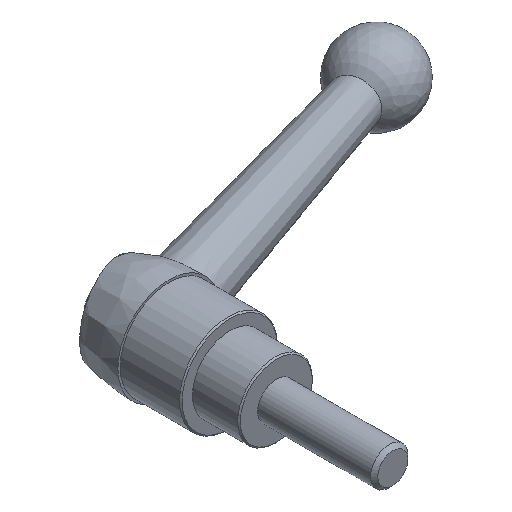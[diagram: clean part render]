
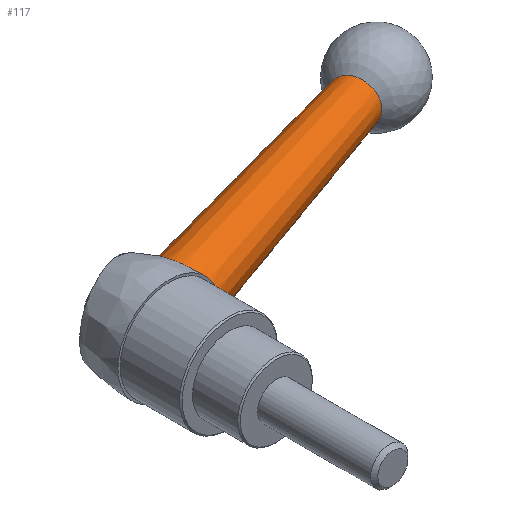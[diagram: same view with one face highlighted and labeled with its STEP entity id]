
A CAD part, isometric view. The second image highlights one B-rep face of the part: STEP entity #117.
In plain terms, the highlighted conical face has half-angle 1.827 degrees and reference radius 6.8 mm.
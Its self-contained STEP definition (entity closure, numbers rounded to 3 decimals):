
#117 = ADVANCED_FACE( '', ( #268, #269 ), #270, .T. );
#268 = FACE_BOUND( '', #456, .T. );
#269 = FACE_OUTER_BOUND( '', #457, .T. );
#270 = CONICAL_SURFACE( '', #458, 6.8, 0.032 );
#456 = EDGE_LOOP( '', ( #787 ) );
#457 = EDGE_LOOP( '', ( #788, #789 ) );
#458 = AXIS2_PLACEMENT_3D( '', #790, #791, #792 );
#787 = ORIENTED_EDGE( '', *, *, #1188, .F. );
#788 = ORIENTED_EDGE( '', *, *, #1189, .F. );
#789 = ORIENTED_EDGE( '', *, *, #1092, .T. );
#790 = CARTESIAN_POINT( '', ( 0., 27., 0. ) );
#791 = DIRECTION( '', ( -0.954, -0.301, 0. ) );
#792 = DIRECTION( '', ( 0.301, -0.954, 0. ) );
#1092 = EDGE_CURVE( '', #1278, #1282, #1284, .T. );
#1188 = EDGE_CURVE( '', #1444, #1444, #1445, .T. );
#1189 = EDGE_CURVE( '', #1278, #1282, #1446, .T. );
#1278 = VERTEX_POINT( '', #1553 );
#1282 = VERTEX_POINT( '', #1600 );
#1284 = B_SPLINE_CURVE_WITH_KNOTS( '', 3, ( #1602, #1603, #1604, #1605, #1606, #1607, #1608, #1609, #1610, #1611, #1612, #1613, #1614, #1615 ), .UNSPECIFIED., .F., .F., ( 4, 2, 2, 2, 2, 2, 4 ), ( 0., 0.002, 0.004, 0.005, 0.006, 0.008, 0.009 ), .UNSPECIFIED. );
#1444 = VERTEX_POINT( '', #1812 );
#1445 = CIRCLE( '', #1813, 4.66 );
#1446 = B_SPLINE_CURVE_WITH_KNOTS( '', 3, ( #1814, #1815, #1816, #1817, #1818, #1819, #1820, #1821, #1822, #1823, #1824, #1825, #1826, #1827, #1828, #1829, #1830, #1831, #1832, #1833, #1834, #1835, #1836, #1837, #1838, #1839, #1840, #1841, #1842, #1843, #1844, #1845, #1846, #1847, #1848, #1849, #1850, #1851, #1852, #1853, #1854, #1855, #1856, #1857, #1858, #1859, #1860, #1861, #1862, #1863, #1864, #1865, #1866, #1867, #1868, #1869, #1870, #1871, #1872, #1873, #1874, #1875 ), .UNSPECIFIED., .F., .F., ( 4, 2, 2, 2, 2, 2, 2, 2, 2, 2, 2, 2, 2, 2, 2, 2, 2, 2, 2, 2, 2, 2, 2, 2, 2, 2, 2, 2, 2, 2, 4 ), ( 0., 0.002, 0.003, 0.004, 0.005, 0.006, 0.007, 0.008, 0.009, 0.01, 0.011, 0.012, 0.013, 0.014, 0.015, 0.016, 0.017, 0.018, 0.019, 0.02, 0.021, 0.022, 0.023, 0.024, 0.025, 0.026, 0.027, 0.028, 0.029, 0.03, 0.032 ), .UNSPECIFIED. );
#1553 = CARTESIAN_POINT( '', ( 8.069, 34.9, -3.985 ) );
#1600 = CARTESIAN_POINT( '', ( 8.069, 34.9, 3.985 ) );
#1602 = CARTESIAN_POINT( '', ( 8.069, 34.9, -3.985 ) );
#1603 = CARTESIAN_POINT( '', ( 8.072, 35.359, -3.418 ) );
#1604 = CARTESIAN_POINT( '', ( 8.128, 35.724, -2.8 ) );
#1605 = CARTESIAN_POINT( '', ( 8.224, 36.24, -1.44 ) );
#1606 = CARTESIAN_POINT( '', ( 8.26, 36.376, -0.736 ) );
#1607 = CARTESIAN_POINT( '', ( 8.261, 36.377, 0.357 ) );
#1608 = CARTESIAN_POINT( '', ( 8.252, 36.343, 0.719 ) );
#1609 = CARTESIAN_POINT( '', ( 8.222, 36.211, 1.426 ) );
#1610 = CARTESIAN_POINT( '', ( 8.2, 36.113, 1.775 ) );
#1611 = CARTESIAN_POINT( '', ( 8.153, 35.855, 2.454 ) );
#1612 = CARTESIAN_POINT( '', ( 8.127, 35.699, 2.779 ) );
#1613 = CARTESIAN_POINT( '', ( 8.086, 35.337, 3.402 ) );
#1614 = CARTESIAN_POINT( '', ( 8.071, 35.129, 3.702 ) );
#1615 = CARTESIAN_POINT( '', ( 8.069, 34.9, 3.985 ) );
#1812 = CARTESIAN_POINT( '', ( 62.585, 51.619, 0. ) );
#1813 = AXIS2_PLACEMENT_3D( '', #2207, #2208, #2209 );
#1814 = CARTESIAN_POINT( '', ( 8.069, 34.9, -3.985 ) );
#1815 = CARTESIAN_POINT( '', ( 8.02, 34.462, -4.511 ) );
#1816 = CARTESIAN_POINT( '', ( 7.979, 33.958, -4.961 ) );
#1817 = CARTESIAN_POINT( '', ( 7.962, 33.108, -5.53 ) );
#1818 = CARTESIAN_POINT( '', ( 7.964, 32.809, -5.7 ) );
#1819 = CARTESIAN_POINT( '', ( 7.987, 32.199, -5.993 ) );
#1820 = CARTESIAN_POINT( '', ( 8.009, 31.885, -6.117 ) );
#1821 = CARTESIAN_POINT( '', ( 8.075, 31.241, -6.319 ) );
#1822 = CARTESIAN_POINT( '', ( 8.121, 30.907, -6.396 ) );
#1823 = CARTESIAN_POINT( '', ( 8.236, 30.245, -6.498 ) );
#1824 = CARTESIAN_POINT( '', ( 8.305, 29.915, -6.522 ) );
#1825 = CARTESIAN_POINT( '', ( 8.466, 29.258, -6.518 ) );
#1826 = CARTESIAN_POINT( '', ( 8.559, 28.927, -6.488 ) );
#1827 = CARTESIAN_POINT( '', ( 8.762, 28.285, -6.376 ) );
#1828 = CARTESIAN_POINT( '', ( 8.871, 27.975, -6.294 ) );
#1829 = CARTESIAN_POINT( '', ( 9.1, 27.373, -6.079 ) );
#1830 = CARTESIAN_POINT( '', ( 9.222, 27.08, -5.944 ) );
#1831 = CARTESIAN_POINT( '', ( 9.467, 26.526, -5.63 ) );
#1832 = CARTESIAN_POINT( '', ( 9.59, 26.265, -5.451 ) );
#1833 = CARTESIAN_POINT( '', ( 9.832, 25.774, -5.05 ) );
#1834 = CARTESIAN_POINT( '', ( 9.953, 25.542, -4.827 ) );
#1835 = CARTESIAN_POINT( '', ( 10.181, 25.117, -4.344 ) );
#1836 = CARTESIAN_POINT( '', ( 10.289, 24.924, -4.087 ) );
#1837 = CARTESIAN_POINT( '', ( 10.488, 24.576, -3.541 ) );
#1838 = CARTESIAN_POINT( '', ( 10.58, 24.42, -3.251 ) );
#1839 = CARTESIAN_POINT( '', ( 10.742, 24.149, -2.643 ) );
#1840 = CARTESIAN_POINT( '', ( 10.811, 24.037, -2.33 ) );
#1841 = CARTESIAN_POINT( '', ( 10.923, 23.855, -1.688 ) );
#1842 = CARTESIAN_POINT( '', ( 10.966, 23.786, -1.359 ) );
#1843 = CARTESIAN_POINT( '', ( 11.025, 23.693, -0.682 ) );
#1844 = CARTESIAN_POINT( '', ( 11.04, 23.67, -0.342 ) );
#1845 = CARTESIAN_POINT( '', ( 11.04, 23.669, 0.335 ) );
#1846 = CARTESIAN_POINT( '', ( 11.025, 23.692, 0.673 ) );
#1847 = CARTESIAN_POINT( '', ( 10.967, 23.784, 1.348 ) );
#1848 = CARTESIAN_POINT( '', ( 10.924, 23.854, 1.681 ) );
#1849 = CARTESIAN_POINT( '', ( 10.812, 24.035, 2.325 ) );
#1850 = CARTESIAN_POINT( '', ( 10.743, 24.147, 2.637 ) );
#1851 = CARTESIAN_POINT( '', ( 10.582, 24.416, 3.243 ) );
#1852 = CARTESIAN_POINT( '', ( 10.49, 24.573, 3.536 ) );
#1853 = CARTESIAN_POINT( '', ( 10.291, 24.921, 4.083 ) );
#1854 = CARTESIAN_POINT( '', ( 10.183, 25.113, 4.34 ) );
#1855 = CARTESIAN_POINT( '', ( 9.955, 25.537, 4.822 ) );
#1856 = CARTESIAN_POINT( '', ( 9.834, 25.77, 5.046 ) );
#1857 = CARTESIAN_POINT( '', ( 9.592, 26.261, 5.448 ) );
#1858 = CARTESIAN_POINT( '', ( 9.469, 26.521, 5.627 ) );
#1859 = CARTESIAN_POINT( '', ( 9.226, 27.071, 5.94 ) );
#1860 = CARTESIAN_POINT( '', ( 9.104, 27.365, 6.075 ) );
#1861 = CARTESIAN_POINT( '', ( 8.873, 27.967, 6.292 ) );
#1862 = CARTESIAN_POINT( '', ( 8.764, 28.277, 6.374 ) );
#1863 = CARTESIAN_POINT( '', ( 8.563, 28.913, 6.487 ) );
#1864 = CARTESIAN_POINT( '', ( 8.47, 29.243, 6.517 ) );
#1865 = CARTESIAN_POINT( '', ( 8.307, 29.907, 6.523 ) );
#1866 = CARTESIAN_POINT( '', ( 8.237, 30.238, 6.498 ) );
#1867 = CARTESIAN_POINT( '', ( 8.122, 30.898, 6.398 ) );
#1868 = CARTESIAN_POINT( '', ( 8.077, 31.231, 6.321 ) );
#1869 = CARTESIAN_POINT( '', ( 8.009, 31.88, 6.119 ) );
#1870 = CARTESIAN_POINT( '', ( 7.988, 32.195, 5.995 ) );
#1871 = CARTESIAN_POINT( '', ( 7.964, 32.807, 5.701 ) );
#1872 = CARTESIAN_POINT( '', ( 7.962, 33.106, 5.531 ) );
#1873 = CARTESIAN_POINT( '', ( 7.979, 33.957, 4.962 ) );
#1874 = CARTESIAN_POINT( '', ( 8.02, 34.462, 4.511 ) );
#1875 = CARTESIAN_POINT( '', ( 8.069, 34.9, 3.985 ) );
#2207 = CARTESIAN_POINT( '', ( 63.986, 47.175, 0. ) );
#2208 = DIRECTION( '', ( 0.954, 0.301, 0. ) );
#2209 = DIRECTION( '', ( -0.301, 0.954, 0. ) );
